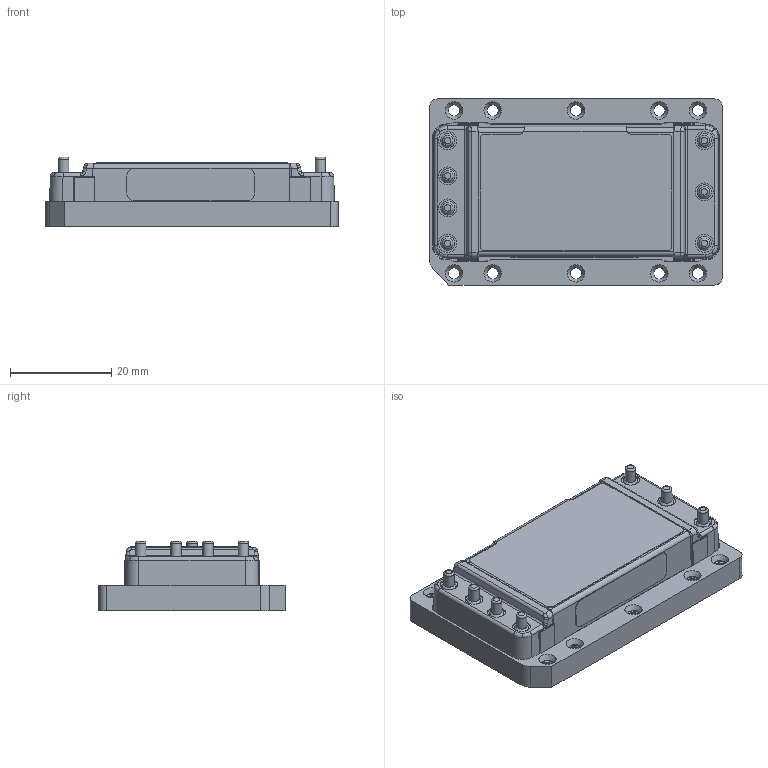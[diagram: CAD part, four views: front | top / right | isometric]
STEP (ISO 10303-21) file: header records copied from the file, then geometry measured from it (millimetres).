
FILE_DESCRIPTION (( 'STEP AP214' ), '1' );
FILE_NAME ('25004r7-VxxCxxxxxxB2.step', '2010-08-24T19:56:16', ( 'Vicor Employee' ), ( 'Vicor Corporation' ), 'SwSTEP 2.0', 'SolidWorks 2010', '' );
FILE_SCHEMA (( 'AUTOMOTIVE_DESIGN' ));
Length unit declared in the file: inch
Products named in the file (1): 25004r7-VxxCxxxxxxB2
Bounding box: 57.91 x 36.83 x 13.78 mm (x, y, z)
Surface area: 8471.7 mm2 (no closed solid volume)
Topology: 0 solids, 13 shells, 254 faces, 799 edges, 545 vertices
Faces by surface type: cylinder 99, plane 65, bspline 48, cone 35, torus 7
Full cylindrical faces by diameter (mm): 2.032 x7, 3.556 x7
Entity records: 26684 total; most frequent: CARTESIAN_POINT 17276, DIRECTION 1172, ORIENTED_EDGE 1137, EDGE_CURVE 717, VERTEX_POINT 511, AXIS2_PLACEMENT_3D 442, EDGE_LOOP 338, LINE 288
